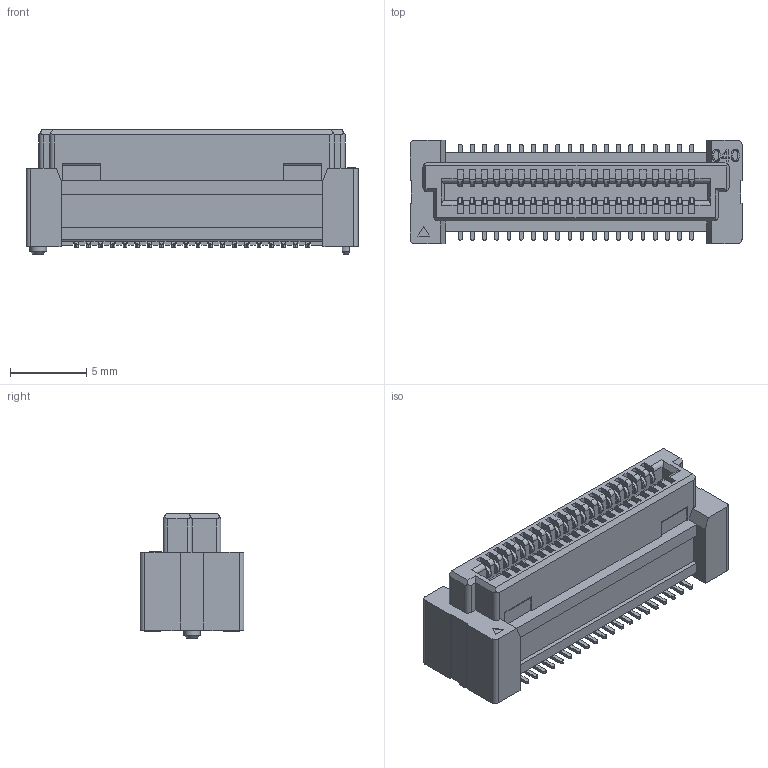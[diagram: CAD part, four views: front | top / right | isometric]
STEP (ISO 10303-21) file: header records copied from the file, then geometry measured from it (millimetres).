
FILE_DESCRIPTION( ('This file contains a STEP AP42 implementation' ,'as created by ZW3D STEP Interface translator.') ,'2;1' );
FILE_NAME( '3616-SXXX-077S1R01.stp' ,'23 322.165921', (''), ('ZWCAD Software Co.'), 'Version 1.0', 'ZW3D to STEP translator', '' );
FILE_SCHEMA(('AUTOMOTIVE_DESIGN { 1 0 10303 214 1 1 1 1 }'));
Length unit declared in the file: millimetre
Products named in the file (2): 0; 3616-SXXX-077S1R01
Bounding box: 21.8 x 6.8 x 8.2 mm (x, y, z)
Volume: 660.1 mm3; surface area: 957.3 mm2
Topology: 1 solids, 1 shells, 2543 faces, 7217 edges, 4649 vertices
Faces by surface type: plane 1986, cylinder 334, bspline 221, cone 2
Full cylindrical faces by diameter (mm): 1.1 x1
Entity records: 92338 total; most frequent: CARTESIAN_POINT 25741, ORIENTED_EDGE 14274, DIRECTION 11960, EDGE_CURVE 7137, VECTOR 5656, LINE 5656, VERTEX_POINT 4649, AXIS2_PLACEMENT_3D 3152
